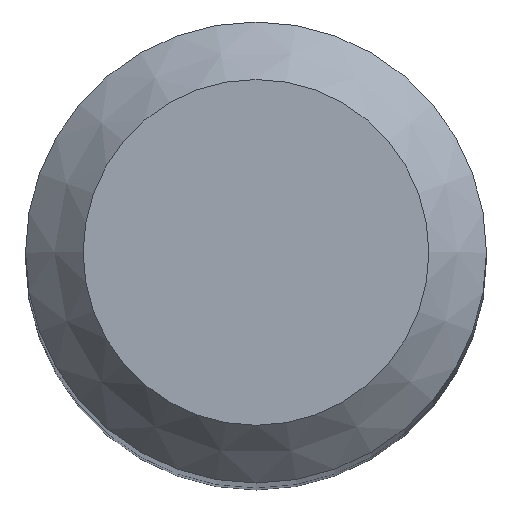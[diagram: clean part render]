
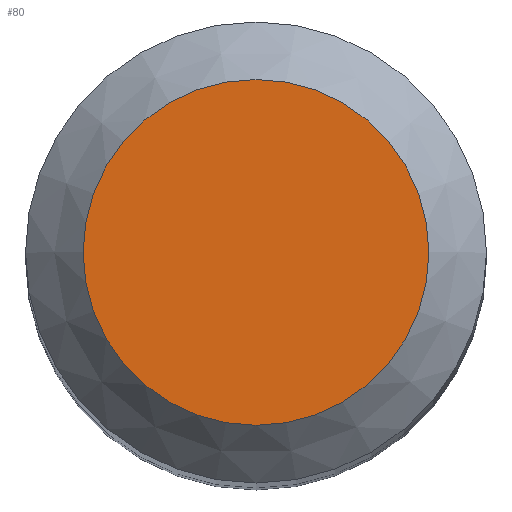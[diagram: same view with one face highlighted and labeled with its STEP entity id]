
A CAD part, top view. The second image highlights one B-rep face of the part: STEP entity #80.
In plain terms, the highlighted planar face has unit normal (0, 0, 1).
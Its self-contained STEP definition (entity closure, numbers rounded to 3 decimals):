
#80=ADVANCED_FACE('',(#92),#87,.T.);
#87=PLANE('',#192);
#92=FACE_OUTER_BOUND('',#104,.T.);
#104=EDGE_LOOP('',(#120));
#120=ORIENTED_EDGE('',*,*,#140,.T.);
#132=VERTEX_POINT('',#267);
#140=EDGE_CURVE('',#132,#132,#148,.T.);
#148=CIRCLE('',#191,2.25);
#191=AXIS2_PLACEMENT_3D('',#266,#230,#231);
#192=AXIS2_PLACEMENT_3D('',#268,#232,#233);
#230=DIRECTION('',(0.,0.,1.));
#231=DIRECTION('',(1.,0.,0.));
#232=DIRECTION('',(0.,0.,1.));
#233=DIRECTION('',(-1.,0.,0.));
#266=CARTESIAN_POINT('',(0.,0.,36.));
#267=CARTESIAN_POINT('',(2.25,0.,36.));
#268=CARTESIAN_POINT('',(0.,0.,36.));
